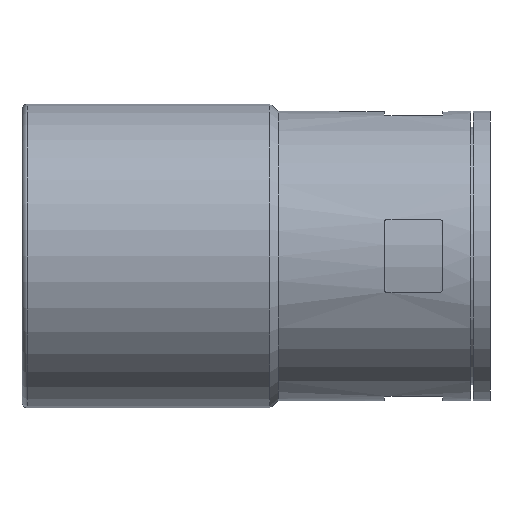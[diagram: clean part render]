
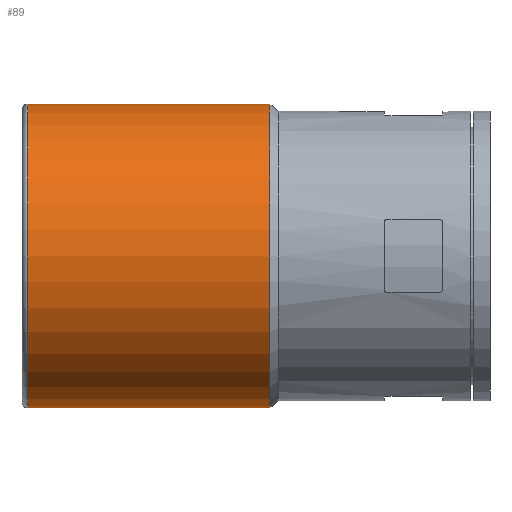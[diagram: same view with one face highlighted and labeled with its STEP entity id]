
A CAD part, front view. The second image highlights one B-rep face of the part: STEP entity #89.
In plain terms, the highlighted cylindrical face has radius 27.25 mm (diameter 54.5 mm), a full revolution.
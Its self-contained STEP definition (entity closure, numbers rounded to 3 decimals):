
#89 = ADVANCED_FACE( '', ( #176, #177 ), #178, .T. );
#176 = FACE_OUTER_BOUND( '', #312, .T. );
#177 = FACE_OUTER_BOUND( '', #313, .T. );
#178 = CYLINDRICAL_SURFACE( '', #314, 27.25 );
#312 = EDGE_LOOP( '', ( #514 ) );
#313 = EDGE_LOOP( '', ( #515 ) );
#314 = AXIS2_PLACEMENT_3D( '', #516, #517, #518 );
#514 = ORIENTED_EDGE( '', *, *, #860, .F. );
#515 = ORIENTED_EDGE( '', *, *, #861, .T. );
#516 = CARTESIAN_POINT( '', ( 42., 0., 0. ) );
#517 = DIRECTION( '', ( -1., 0., 0. ) );
#518 = DIRECTION( '', ( 0., 0., -1. ) );
#860 = EDGE_CURVE( '', #1031, #1031, #1032, .T. );
#861 = EDGE_CURVE( '', #1033, #1033, #1034, .T. );
#1031 = VERTEX_POINT( '', #1348 );
#1032 = CIRCLE( '', #1349, 27.25 );
#1033 = VERTEX_POINT( '', #1350 );
#1034 = CIRCLE( '', #1351, 27.25 );
#1348 = CARTESIAN_POINT( '', ( 2.5, 0., -27.25 ) );
#1349 = AXIS2_PLACEMENT_3D( '', #1609, #1610, #1611 );
#1350 = CARTESIAN_POINT( '', ( -41., 0., -27.25 ) );
#1351 = AXIS2_PLACEMENT_3D( '', #1612, #1613, #1614 );
#1609 = CARTESIAN_POINT( '', ( 2.5, 0., 0. ) );
#1610 = DIRECTION( '', ( 1., 0., 0. ) );
#1611 = DIRECTION( '', ( 0., 0., -1. ) );
#1612 = CARTESIAN_POINT( '', ( -41., 0., 0. ) );
#1613 = DIRECTION( '', ( 1., 0., 0. ) );
#1614 = DIRECTION( '', ( 0., 0., -1. ) );
